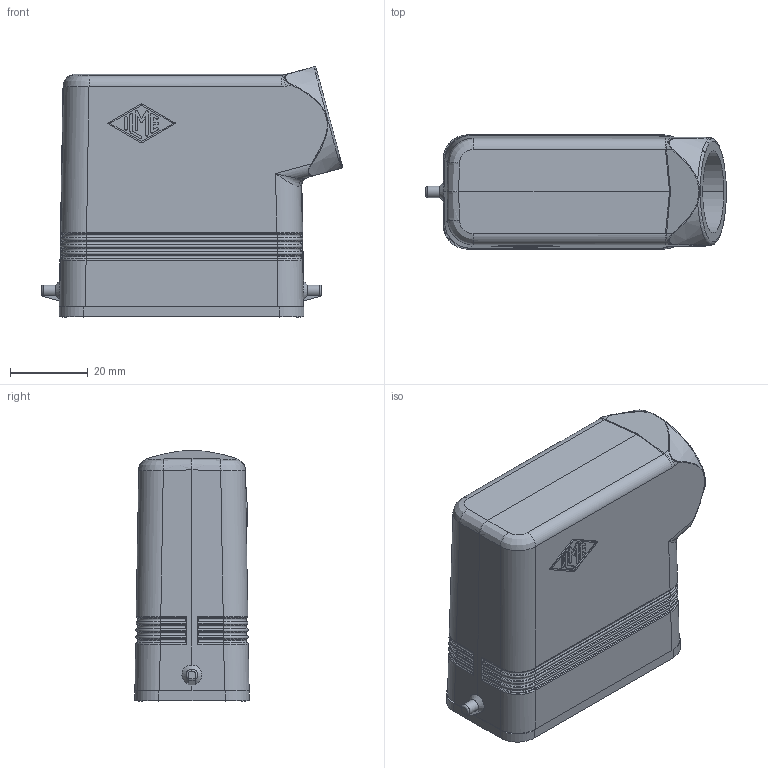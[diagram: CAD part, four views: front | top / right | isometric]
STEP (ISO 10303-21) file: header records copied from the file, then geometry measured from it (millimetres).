
FILE_DESCRIPTION(('Creo Elements/Direct Modeling STEP Export'),'2;1');
FILE_NAME('0ln7tug5st6ng2k832','2023-09-26T13:30:00',(''),(''),'Creo Elements/Direct Modeling STEP processor for AP214 (Solid Model)','Creo Elements/Direct Modeling 20.1B 02-Apr-2019 (C) Parametric Technology GmbH','');
FILE_SCHEMA(('AUTOMOTIVE_DESIGN { 1 0 10303 214 1 1 1 1 }'));
Length unit declared in the file: millimetre
Products named in the file (2): CZO 15 L
Assembly tree (1 placements, depth 2):
  CZO 15 L
    CZO 15 L
Bounding box: 77.38 x 29.4 x 64.43 mm (x, y, z)
Volume: 35178.3 mm3; surface area: 24703.4 mm2
Topology: 1 solids, 1 shells, 450 faces, 1090 edges, 652 vertices
Faces by surface type: plane 165, cylinder 131, bspline 119, extrusion 19, torus 12, cone 4
Entity records: 30477 total; most frequent: CARTESIAN_POINT 17502, ORIENTED_EDGE 2176, DIRECTION 1618, EDGE_CURVE 1088, VERTEX_POINT 652, VECTOR 552, AXIS2_PLACEMENT_3D 533, LINE 533
